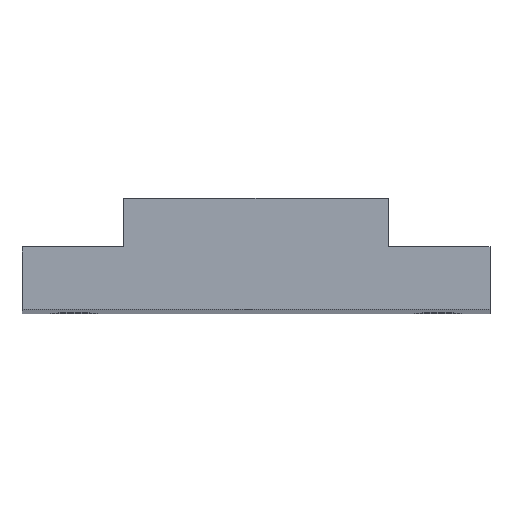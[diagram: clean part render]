
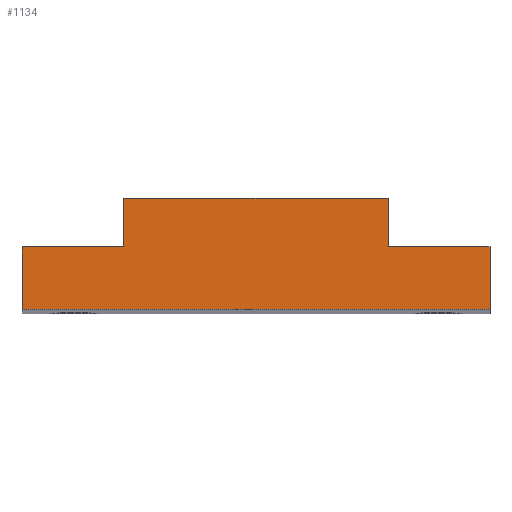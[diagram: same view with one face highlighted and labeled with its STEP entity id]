
A CAD part, top view. The second image highlights one B-rep face of the part: STEP entity #1134.
In plain terms, the highlighted planar face has unit normal (0, 0, 1).
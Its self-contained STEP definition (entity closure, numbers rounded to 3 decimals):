
#19 = VECTOR ( 'NONE', #1665, 1000. ) ;
#49 = VECTOR ( 'NONE', #1299, 1000. ) ;
#129 = CARTESIAN_POINT ( 'NONE',  ( 35.2, 6., 250. ) ) ;
#137 = ORIENTED_EDGE ( 'NONE', *, *, #1330, .T. ) ;
#177 = CARTESIAN_POINT ( 'NONE',  ( 0., 6., 250. ) ) ;
#190 = DIRECTION ( 'NONE',  ( 0., 0., -1. ) ) ;
#210 = DIRECTION ( 'NONE',  ( 1., 0., 0. ) ) ;
#213 = VECTOR ( 'NONE', #210, 1000. ) ;
#219 = LINE ( 'NONE', #1201, #1030 ) ;
#243 = ORIENTED_EDGE ( 'NONE', *, *, #336, .F. ) ;
#276 = DIRECTION ( 'NONE',  ( 0., 1., 0. ) ) ;
#295 = VECTOR ( 'NONE', #276, 1000. ) ;
#305 = ORIENTED_EDGE ( 'NONE', *, *, #1453, .F. ) ;
#336 = EDGE_CURVE ( 'NONE', #1072, #1506, #1163, .T. ) ;
#337 = PLANE ( 'NONE',  #342 ) ;
#342 = AXIS2_PLACEMENT_3D ( 'NONE', #1522, #190, #1644 ) ;
#563 = EDGE_CURVE ( 'NONE', #1351, #1034, #1525, .T. ) ;
#656 = DIRECTION ( 'NONE',  ( 1., 0., 0. ) ) ;
#671 = LINE ( 'NONE', #1116, #1382 ) ;
#674 = CARTESIAN_POINT ( 'NONE',  ( 9.8, 10.7, 250. ) ) ;
#699 = ORIENTED_EDGE ( 'NONE', *, *, #904, .F. ) ;
#734 = VECTOR ( 'NONE', #1476, 1000. ) ;
#751 = EDGE_LOOP ( 'NONE', ( #137, #305, #243, #837, #1289, #883, #1797, #699 ) ) ;
#837 = ORIENTED_EDGE ( 'NONE', *, *, #1474, .F. ) ;
#851 = LINE ( 'NONE', #1480, #938 ) ;
#883 = ORIENTED_EDGE ( 'NONE', *, *, #1241, .T. ) ;
#884 = CARTESIAN_POINT ( 'NONE',  ( 45., 0., 250. ) ) ;
#904 = EDGE_CURVE ( 'NONE', #933, #1342, #671, .T. ) ;
#933 = VERTEX_POINT ( 'NONE', #1570 ) ;
#938 = VECTOR ( 'NONE', #1023, 1000. ) ;
#984 = DIRECTION ( 'NONE',  ( 1., 0., 0. ) ) ;
#1007 = CARTESIAN_POINT ( 'NONE',  ( 45., 6., 250. ) ) ;
#1023 = DIRECTION ( 'NONE',  ( 1., 0., 0. ) ) ;
#1030 = VECTOR ( 'NONE', #656, 1000. ) ;
#1034 = VERTEX_POINT ( 'NONE', #1745 ) ;
#1051 = EDGE_CURVE ( 'NONE', #1487, #1342, #1624, .T. ) ;
#1063 = CARTESIAN_POINT ( 'NONE',  ( 9.8, 6., 250. ) ) ;
#1072 = VERTEX_POINT ( 'NONE', #1063 ) ;
#1088 = CARTESIAN_POINT ( 'NONE',  ( 45., 0., 250. ) ) ;
#1116 = CARTESIAN_POINT ( 'NONE',  ( 35.2, 6., 250. ) ) ;
#1134 = ADVANCED_FACE ( 'NONE', ( #1655 ), #337, .F. ) ;
#1163 = LINE ( 'NONE', #1882, #295 ) ;
#1201 = CARTESIAN_POINT ( 'NONE',  ( 9.8, 10.7, 250. ) ) ;
#1241 = EDGE_CURVE ( 'NONE', #1351, #1487, #851, .T. ) ;
#1289 = ORIENTED_EDGE ( 'NONE', *, *, #563, .F. ) ;
#1299 = DIRECTION ( 'NONE',  ( 0., 1., 0. ) ) ;
#1317 = CARTESIAN_POINT ( 'NONE',  ( 0., 0., 250. ) ) ;
#1330 = EDGE_CURVE ( 'NONE', #933, #1757, #1456, .T. ) ;
#1342 = VERTEX_POINT ( 'NONE', #1007 ) ;
#1351 = VERTEX_POINT ( 'NONE', #1317 ) ;
#1368 = CARTESIAN_POINT ( 'NONE',  ( 0., 0., 250. ) ) ;
#1382 = VECTOR ( 'NONE', #984, 1000. ) ;
#1453 = EDGE_CURVE ( 'NONE', #1506, #1757, #219, .T. ) ;
#1456 = LINE ( 'NONE', #129, #49 ) ;
#1474 = EDGE_CURVE ( 'NONE', #1034, #1072, #1657, .T. ) ;
#1476 = DIRECTION ( 'NONE',  ( 0., 1., 0. ) ) ;
#1480 = CARTESIAN_POINT ( 'NONE',  ( 0., 0., 250. ) ) ;
#1487 = VERTEX_POINT ( 'NONE', #1088 ) ;
#1506 = VERTEX_POINT ( 'NONE', #674 ) ;
#1522 = CARTESIAN_POINT ( 'NONE',  ( 0., 0., 250. ) ) ;
#1525 = LINE ( 'NONE', #1368, #19 ) ;
#1570 = CARTESIAN_POINT ( 'NONE',  ( 35.2, 6., 250. ) ) ;
#1624 = LINE ( 'NONE', #884, #734 ) ;
#1644 = DIRECTION ( 'NONE',  ( -1., 0., 0. ) ) ;
#1655 = FACE_OUTER_BOUND ( 'NONE', #751, .T. ) ;
#1657 = LINE ( 'NONE', #177, #213 ) ;
#1665 = DIRECTION ( 'NONE',  ( 0., 1., 0. ) ) ;
#1717 = CARTESIAN_POINT ( 'NONE',  ( 35.2, 10.7, 250. ) ) ;
#1745 = CARTESIAN_POINT ( 'NONE',  ( 0., 6., 250. ) ) ;
#1757 = VERTEX_POINT ( 'NONE', #1717 ) ;
#1797 = ORIENTED_EDGE ( 'NONE', *, *, #1051, .T. ) ;
#1882 = CARTESIAN_POINT ( 'NONE',  ( 9.8, 6., 250. ) ) ;
